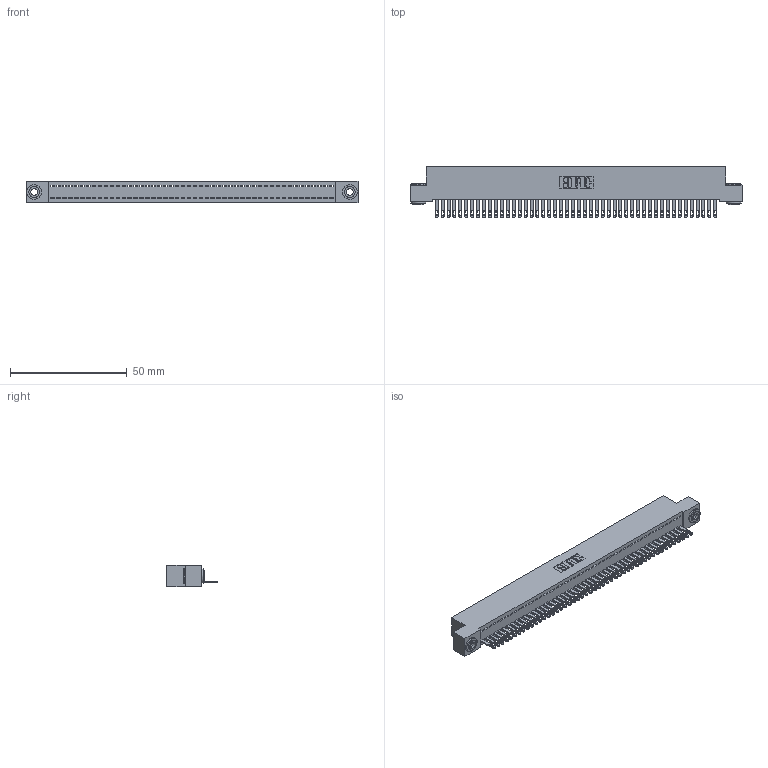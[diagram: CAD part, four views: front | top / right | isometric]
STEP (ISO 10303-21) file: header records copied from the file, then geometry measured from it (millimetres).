
FILE_DESCRIPTION (( 'STEP AP203' ), '1' );
FILE_NAME ('892-048-500-103.STEP', '2020-09-21T17:29:00', ( '' ), ( '' ), 'SwSTEP 2.0', 'SolidWorks 2020', '' );
FILE_SCHEMA (( 'CONFIG_CONTROL_DESIGN' ));
Length unit declared in the file: inch
Products named in the file (4): 342-250-002_345-250-002-102; 842 Part_.156 TH; 345-292-001_345-293-100; 892-048-500-103
Assembly tree (51 placements, depth 2):
  892-048-500-103
    842 Part_.156 TH
    345-292-001_345-293-100  x48
    342-250-002_345-250-002-102  x2
Bounding box: 142.24 x 21.85 x 9.4 mm (x, y, z)
Volume: 12546.2 mm3; surface area: 18856.3 mm2
Topology: 51 solids, 51 shells, 2740 faces, 8439 edges, 5622 vertices
Faces by surface type: plane 1804, cylinder 928, cone 8
Entity records: 29016 total; most frequent: CARTESIAN_POINT 4981, ORIENTED_EDGE 4958, DIRECTION 4225, EDGE_CURVE 2479, VECTOR 2323, LINE 2323, VERTEX_POINT 1650, AXIS2_PLACEMENT_3D 951
